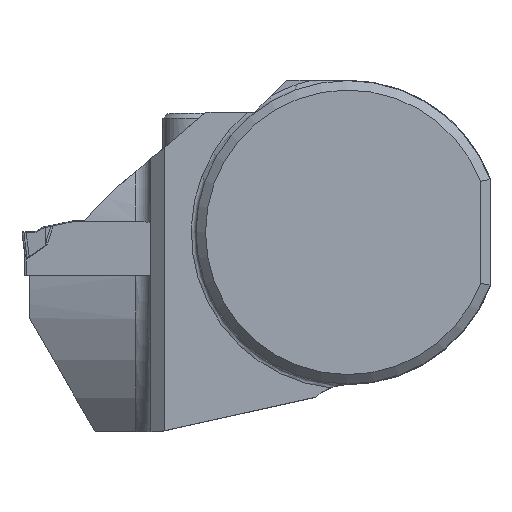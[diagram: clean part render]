
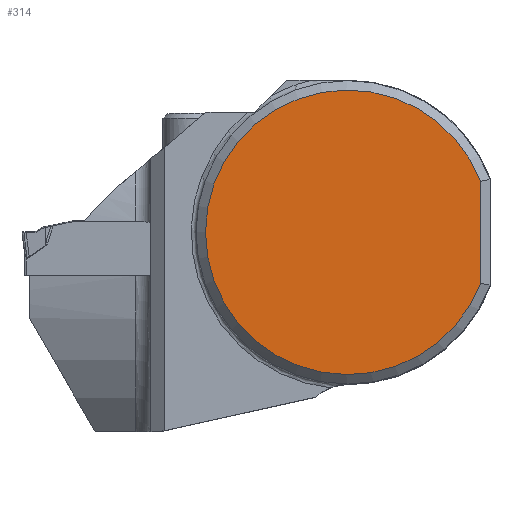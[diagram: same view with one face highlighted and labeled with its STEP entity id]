
A CAD part, top view. The second image highlights one B-rep face of the part: STEP entity #314.
In plain terms, the highlighted planar face has unit normal (0, 0, 1).
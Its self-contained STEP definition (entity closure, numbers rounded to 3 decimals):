
#251=PLANE('',#2530);
#314=ADVANCED_FACE('',(#485),#251,.F.);
#485=FACE_OUTER_BOUND('',#619,.T.);
#619=EDGE_LOOP('',(#1176,#1177));
#775=LINE('',#3450,#927);
#927=VECTOR('',#2807,1.);
#1061=CIRCLE('',#2529,15.);
#1176=ORIENTED_EDGE('',*,*,#2106,.F.);
#1177=ORIENTED_EDGE('',*,*,#2107,.T.);
#1872=VERTEX_POINT('',#3451);
#1873=VERTEX_POINT('',#3452);
#2106=EDGE_CURVE('',#1872,#1873,#775,.T.);
#2107=EDGE_CURVE('',#1872,#1873,#1061,.T.);
#2529=AXIS2_PLACEMENT_3D('',#3453,#2808,#2809);
#2530=AXIS2_PLACEMENT_3D('',#3454,#2810,#2811);
#2807=DIRECTION('',(0.,-1.,0.));
#2808=DIRECTION('',(0.,0.,1.));
#2809=DIRECTION('',(-1.,0.,0.));
#2810=DIRECTION('',(0.,0.,-1.));
#2811=DIRECTION('',(-1.,0.,0.));
#3450=CARTESIAN_POINT('',(14.,0.,0.325));
#3451=CARTESIAN_POINT('',(14.,5.385,0.325));
#3452=CARTESIAN_POINT('',(14.,-5.385,0.325));
#3453=CARTESIAN_POINT('',(0.,0.,0.325));
#3454=CARTESIAN_POINT('',(0.,0.,0.325));
